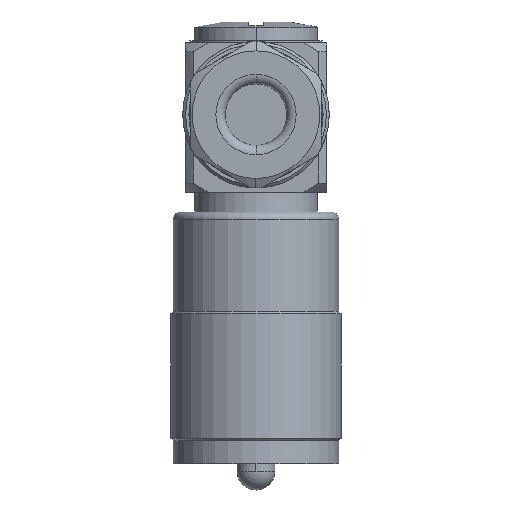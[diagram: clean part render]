
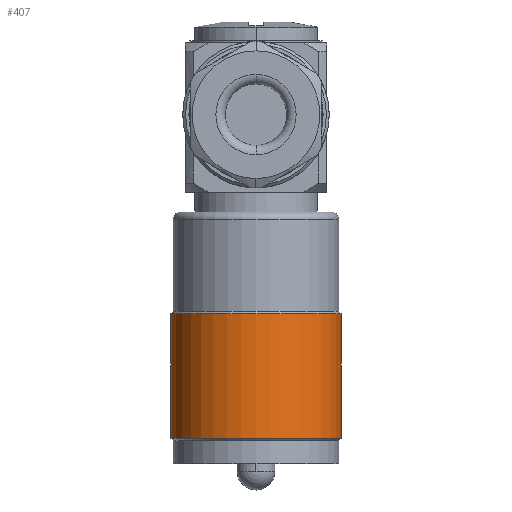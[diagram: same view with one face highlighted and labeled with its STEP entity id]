
A CAD part, front view. The second image highlights one B-rep face of the part: STEP entity #407.
In plain terms, the highlighted cylindrical face has radius 9 mm (diameter 18 mm), a partial arc.
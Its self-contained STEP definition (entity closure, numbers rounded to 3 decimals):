
#59 = CARTESIAN_POINT ( 'NONE',  ( -9., 0., -15.55 ) ) ;
#214 = DIRECTION ( 'NONE',  ( 1., 0., 0. ) ) ;
#342 = EDGE_CURVE ( 'NONE', #1581, #4571, #5209, .T. ) ;
#407 = ADVANCED_FACE ( 'NONE', ( #3931 ), #4343, .T. ) ;
#454 = CARTESIAN_POINT ( 'NONE',  ( -9., 0., -4.8 ) ) ;
#536 = DIRECTION ( 'NONE',  ( 1., 0., 0. ) ) ;
#587 = CARTESIAN_POINT ( 'NONE',  ( 9., 0., -15.55 ) ) ;
#675 = ORIENTED_EDGE ( 'NONE', *, *, #1678, .F. ) ;
#733 = VERTEX_POINT ( 'NONE', #59 ) ;
#841 = CARTESIAN_POINT ( 'NONE',  ( 9., 0., -4.8 ) ) ;
#1088 = EDGE_LOOP ( 'NONE', ( #3828, #1414, #2123, #675 ) ) ;
#1167 = VECTOR ( 'NONE', #4973, 1000. ) ;
#1414 = ORIENTED_EDGE ( 'NONE', *, *, #342, .T. ) ;
#1419 = EDGE_CURVE ( 'NONE', #1581, #733, #2017, .T. ) ;
#1500 = DIRECTION ( 'NONE',  ( 1., 0., 0. ) ) ;
#1581 = VERTEX_POINT ( 'NONE', #3309 ) ;
#1678 = EDGE_CURVE ( 'NONE', #733, #3223, #2130, .T. ) ;
#2017 = LINE ( 'NONE', #454, #5565 ) ;
#2123 = ORIENTED_EDGE ( 'NONE', *, *, #5534, .T. ) ;
#2130 = CIRCLE ( 'NONE', #2215, 9. ) ;
#2215 = AXIS2_PLACEMENT_3D ( 'NONE', #5188, #3832, #214 ) ;
#2287 = CARTESIAN_POINT ( 'NONE',  ( 0., 0., -4.8 ) ) ;
#2357 = LINE ( 'NONE', #841, #1167 ) ;
#2404 = DIRECTION ( 'NONE',  ( 0., 0., 1. ) ) ;
#2892 = AXIS2_PLACEMENT_3D ( 'NONE', #5716, #2956, #536 ) ;
#2956 = DIRECTION ( 'NONE',  ( 0., 0., 1. ) ) ;
#2977 = AXIS2_PLACEMENT_3D ( 'NONE', #2287, #2404, #1500 ) ;
#3223 = VERTEX_POINT ( 'NONE', #587 ) ;
#3309 = CARTESIAN_POINT ( 'NONE',  ( -9., 0., -28.75 ) ) ;
#3828 = ORIENTED_EDGE ( 'NONE', *, *, #1419, .F. ) ;
#3832 = DIRECTION ( 'NONE',  ( 0., 0., 1. ) ) ;
#3931 = FACE_OUTER_BOUND ( 'NONE', #1088, .T. ) ;
#4343 = CYLINDRICAL_SURFACE ( 'NONE', #2977, 9. ) ;
#4571 = VERTEX_POINT ( 'NONE', #5148 ) ;
#4572 = DIRECTION ( 'NONE',  ( 0., 0., 1. ) ) ;
#4973 = DIRECTION ( 'NONE',  ( 0., 0., 1. ) ) ;
#5148 = CARTESIAN_POINT ( 'NONE',  ( 9., 0., -28.75 ) ) ;
#5188 = CARTESIAN_POINT ( 'NONE',  ( 0., 0., -15.55 ) ) ;
#5209 = CIRCLE ( 'NONE', #2892, 9. ) ;
#5534 = EDGE_CURVE ( 'NONE', #4571, #3223, #2357, .T. ) ;
#5565 = VECTOR ( 'NONE', #4572, 1000. ) ;
#5716 = CARTESIAN_POINT ( 'NONE',  ( 0., 0., -28.75 ) ) ;
